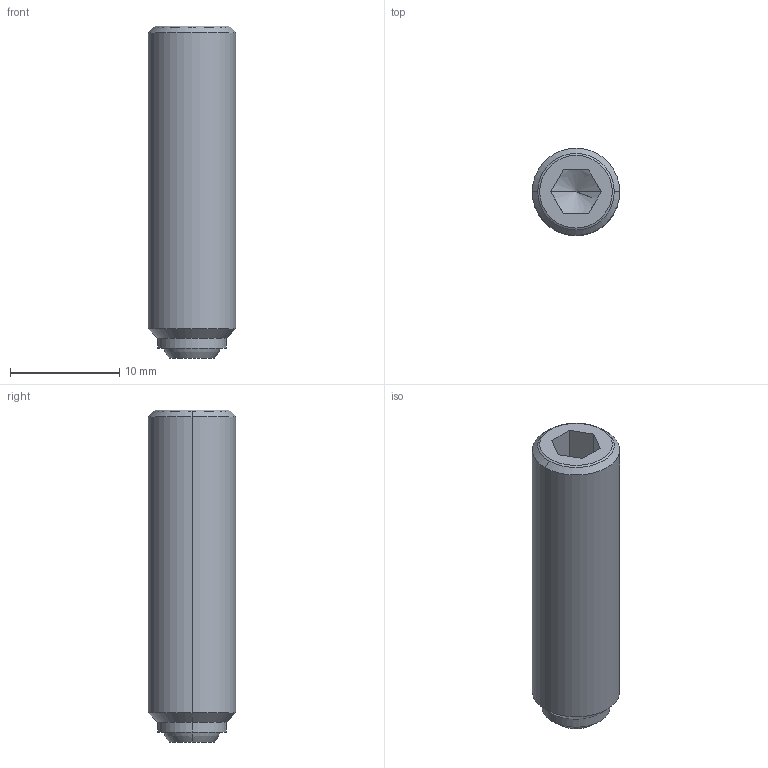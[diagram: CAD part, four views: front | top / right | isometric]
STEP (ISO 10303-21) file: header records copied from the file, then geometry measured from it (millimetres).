
FILE_DESCRIPTION(('STEP AP214'),'1');
FILE_NAME(' ',' ',('TraceParts'),('TraceParts S.A.'),'XStep 1.0',' ',' ');
FILE_SCHEMA(('automotive_design'));
Length unit declared in the file: millimetre
Products named in the file (2): 1; 2
Bounding box: 8 x 8 x 30.4 mm (x, y, z)
Volume: 1469.1 mm3; surface area: 964.7 mm2
Topology: 2 solids, 2 shells, 23 faces, 53 edges, 31 vertices
Faces by surface type: plane 9, cone 8, cylinder 4, sphere 2
Entity records: 1247 total; most frequent: CARTESIAN_POINT 117, DIRECTION 112, STYLED_ITEM 105, PRESENTATION_STYLE_ASSIGNMENT 105, COLOUR_RGB 105, ORIENTED_EDGE 98, EDGE_CURVE 49, CURVE_STYLE 49
